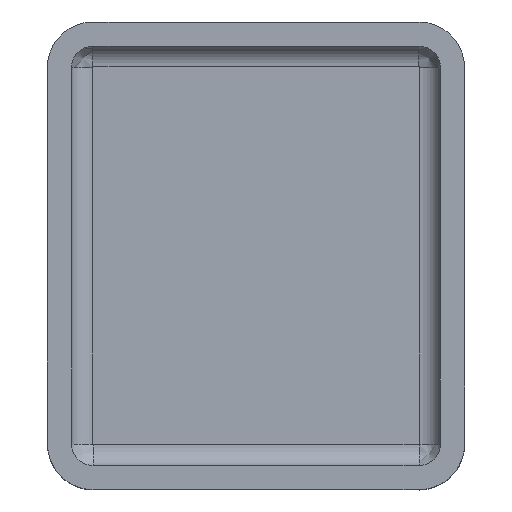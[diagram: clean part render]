
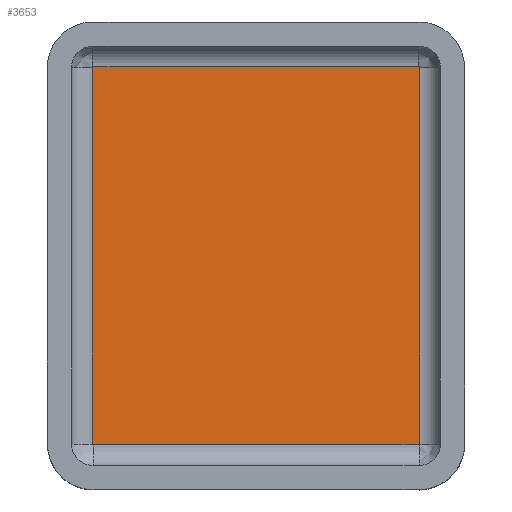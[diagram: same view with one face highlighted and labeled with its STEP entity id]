
A CAD part, top view. The second image highlights one B-rep face of the part: STEP entity #3653.
In plain terms, the highlighted planar face has unit normal (0, 0, 1).
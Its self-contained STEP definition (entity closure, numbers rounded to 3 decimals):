
#38=CIRCLE('',#3895,0.127);
#42=CIRCLE('',#3899,0.127);
#46=CIRCLE('',#3905,0.127);
#50=CIRCLE('',#3909,0.127);
#253=PLANE('',#3911);
#436=FACE_OUTER_BOUND('',#639,.T.);
#639=EDGE_LOOP('',(#3200,#3201,#3202,#3203,#3204,#3205,#3206,#3207));
#1114=LINE('',#5776,#1558);
#1116=LINE('',#5818,#1560);
#1119=LINE('',#5825,#1563);
#1120=LINE('',#5861,#1564);
#1558=VECTOR('',#4747,4.);
#1560=VECTOR('',#4767,4.);
#1563=VECTOR('',#4774,4.);
#1564=VECTOR('',#4789,4.);
#1875=VERTEX_POINT('',#5773);
#1876=VERTEX_POINT('',#5775);
#1879=VERTEX_POINT('',#5796);
#1880=VERTEX_POINT('',#5809);
#1883=VERTEX_POINT('',#5816);
#1884=VERTEX_POINT('',#5821);
#1887=VERTEX_POINT('',#5836);
#1888=VERTEX_POINT('',#5855);
#2359=EDGE_CURVE('',#1875,#1876,#1114,.T.);
#2363=EDGE_CURVE('',#1879,#1875,#38,.T.);
#2367=EDGE_CURVE('',#1876,#1880,#42,.T.);
#2369=EDGE_CURVE('',#1883,#1879,#1116,.T.);
#2373=EDGE_CURVE('',#1880,#1884,#1119,.T.);
#2375=EDGE_CURVE('',#1887,#1883,#46,.T.);
#2379=EDGE_CURVE('',#1884,#1888,#50,.T.);
#2380=EDGE_CURVE('',#1888,#1887,#1120,.T.);
#3200=ORIENTED_EDGE('',*,*,#2359,.F.);
#3201=ORIENTED_EDGE('',*,*,#2363,.F.);
#3202=ORIENTED_EDGE('',*,*,#2369,.F.);
#3203=ORIENTED_EDGE('',*,*,#2375,.F.);
#3204=ORIENTED_EDGE('',*,*,#2380,.F.);
#3205=ORIENTED_EDGE('',*,*,#2379,.F.);
#3206=ORIENTED_EDGE('',*,*,#2373,.F.);
#3207=ORIENTED_EDGE('',*,*,#2367,.F.);
#3653=ADVANCED_FACE('',(#436),#253,.T.);
#3895=AXIS2_PLACEMENT_3D('',#5798,#4753,#4754);
#3899=AXIS2_PLACEMENT_3D('',#5813,#4761,#4762);
#3905=AXIS2_PLACEMENT_3D('',#5838,#4777,#4778);
#3909=AXIS2_PLACEMENT_3D('',#5859,#4785,#4786);
#3911=AXIS2_PLACEMENT_3D('',#5863,#4791,#4792);
#4747=DIRECTION('',(-1.,0.,0.));
#4753=DIRECTION('center_axis',(0.,0.,
-1.));
#4754=DIRECTION('ref_axis',(0.,1.,0.));
#4761=DIRECTION('center_axis',(0.,0.,
-1.));
#4762=DIRECTION('ref_axis',(0.,1.,0.));
#4767=DIRECTION('',(0.,-1.,0.));
#4774=DIRECTION('',(0.,1.,0.));
#4777=DIRECTION('center_axis',(0.,0.,
-1.));
#4778=DIRECTION('ref_axis',(-1.,0.,0.));
#4785=DIRECTION('center_axis',(0.,0.,
-1.));
#4786=DIRECTION('ref_axis',(1.,0.,0.));
#4789=DIRECTION('',(1.,0.,0.));
#4791=DIRECTION('center_axis',(0.,0.,
1.));
#4792=DIRECTION('ref_axis',(1.,0.,0.));
#5773=CARTESIAN_POINT('',(30.4,-35.227,30.93));
#5775=CARTESIAN_POINT('',(-30.375,-35.227,30.93));
#5776=CARTESIAN_POINT('',(15.2,-35.227,30.93));
#5796=CARTESIAN_POINT('',(30.527,-35.1,30.93));
#5798=CARTESIAN_POINT('Origin',(30.4,-35.1,30.93));
#5809=CARTESIAN_POINT('',(-30.502,-35.1,30.93));
#5813=CARTESIAN_POINT('Origin',(-30.375,-35.1,30.93));
#5816=CARTESIAN_POINT('',(30.502,35.1,30.93));
#5818=CARTESIAN_POINT('',(30.508,17.555,30.93));
#5821=CARTESIAN_POINT('',(-30.527,35.1,30.93));
#5825=CARTESIAN_POINT('',(-30.508,-17.555,30.93));
#5836=CARTESIAN_POINT('',(30.375,35.227,30.93));
#5838=CARTESIAN_POINT('Origin',(30.375,35.1,30.93));
#5855=CARTESIAN_POINT('',(-30.4,35.227,30.93));
#5859=CARTESIAN_POINT('Origin',(-30.4,35.1,30.93));
#5861=CARTESIAN_POINT('',(-15.2,35.227,30.93));
#5863=CARTESIAN_POINT('Origin',(0.,0.,
30.93));
